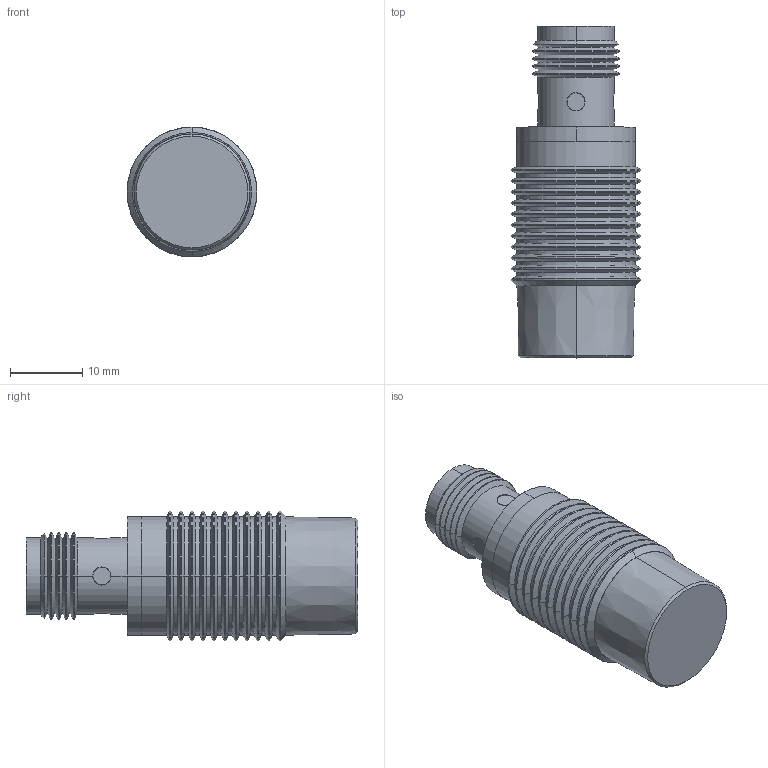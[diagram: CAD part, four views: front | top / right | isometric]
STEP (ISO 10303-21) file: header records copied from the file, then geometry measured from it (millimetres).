
FILE_DESCRIPTION(('STEP AP214'),'1');
FILE_NAME('cctmp_7166650E-FD8B-46D4-A02D-F671EF21DB9C_2022_07_21_11_30_17_0749..stp','2022-07-21T09:30:17',('Pepperl+Fuchs GmbH'),('CADClick - www.CADClick.com'),'Spatial InterOp 3D',' ','unknown authorization');
FILE_SCHEMA(('AUTOMOTIVE_DESIGN'));
Length unit declared in the file: millimetre
Products named in the file (6): cc_unnamed; NBN12-18GM30-E2-V1_4; NBN12-18GM30-E2-V1_3; NBN12-18GM30-E2-V1_2; NBN12-18GM30-E2-V1_1; NBN12-18GM30-E2-V1
Assembly tree (5 placements, depth 2):
  cc_unnamed
    NBN12-18GM30-E2-V1_4
    NBN12-18GM30-E2-V1_3
    NBN12-18GM30-E2-V1_2
    NBN12-18GM30-E2-V1_1
    NBN12-18GM30-E2-V1
Bounding box: 18 x 46 x 18 mm (x, y, z)
Volume: 7135.2 mm3; surface area: 7749.1 mm2
Topology: 8 solids, 8 shells, 230 faces, 506 edges, 294 vertices
Faces by surface type: cylinder 105, cone 82, plane 37, sphere 6
Entity records: 8499 total; most frequent: CARTESIAN_POINT 1304, DIRECTION 1214, ORIENTED_EDGE 988, AXIS2_PLACEMENT_3D 508, EDGE_CURVE 494, VERTEX_POINT 294, CIRCLE 272, EDGE_LOOP 254
